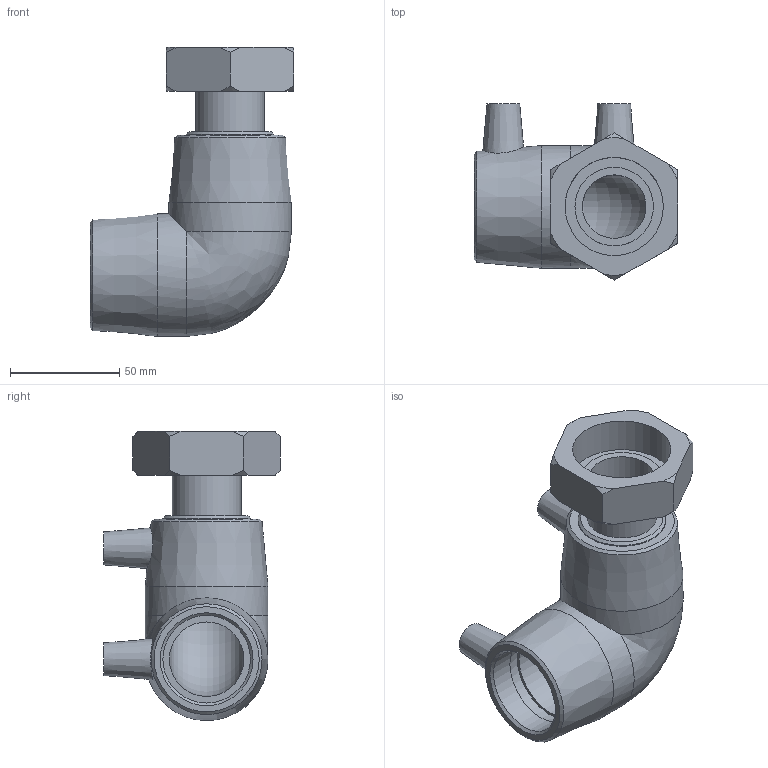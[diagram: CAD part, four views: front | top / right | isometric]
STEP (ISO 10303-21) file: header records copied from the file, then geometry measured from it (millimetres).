
FILE_DESCRIPTION(/* description */ ('PLASSON 90° ELBOW FEMALE FREE NUT TRANSITION 40-1.1/2"'),/* implementation_level */ '2;1');
FILE_NAME(/* name */ '494504040015.ipt.stp',/* time_stamp */ '2018-04-26T12:06:44+03:00',/* author */ ('KIM'),/* organization */ (''),/* preprocessor_version */ 'ST-DEVELOPER v15.6',/* originating_system */ 'Autodesk Inventor 2015',/* authorisation */ '');
FILE_SCHEMA (('AUTOMOTIVE_DESIGN { 1 0 10303 214 3 1 1 }'));
Length unit declared in the file: millimetre
Products named in the file (1): 494504040015
Bounding box: 93.13 x 80.63 x 132 mm (x, y, z)
Volume: 207840.5 mm3; surface area: 55776.1 mm2
Topology: 1 solids, 2 shells, 61 faces, 137 edges, 89 vertices
Faces by surface type: plane 23, cone 22, cylinder 14, bspline 1, torus 1
Full cylindrical faces by diameter (mm): 4 x2, 10 x2, 29 x1, 31.392 x1, 35.876 x1, 40 x4, 44.845 x1, 56 x2
Entity records: 1554 total; most frequent: CARTESIAN_POINT 377, DIRECTION 246, ORIENTED_EDGE 194, AXIS2_PLACEMENT_3D 114, EDGE_LOOP 103, EDGE_CURVE 97, VERTEX_POINT 78, FACE_OUTER_BOUND 61
